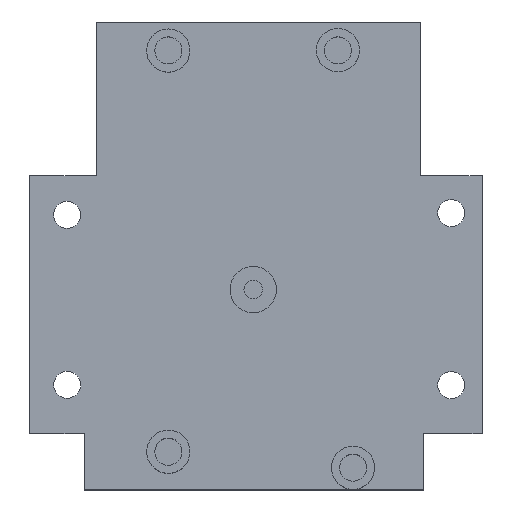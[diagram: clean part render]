
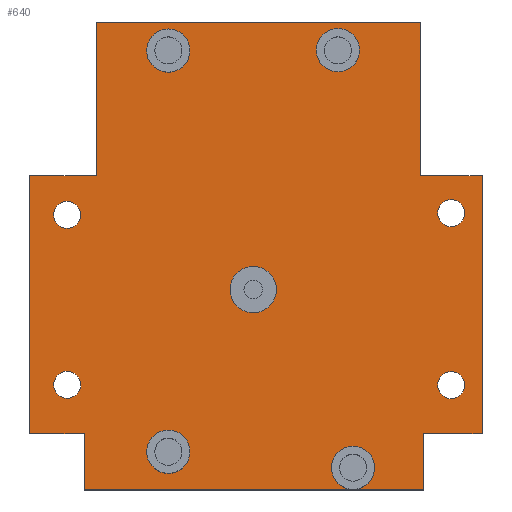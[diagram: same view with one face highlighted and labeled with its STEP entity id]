
A CAD part, top view. The second image highlights one B-rep face of the part: STEP entity #640.
In plain terms, the highlighted planar face has unit normal (0, 0, 1).
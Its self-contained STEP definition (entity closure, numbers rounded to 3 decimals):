
#20=FACE_BOUND('',#143,.T.);
#21=FACE_BOUND('',#144,.T.);
#22=FACE_BOUND('',#145,.T.);
#23=FACE_BOUND('',#146,.T.);
#24=FACE_BOUND('',#147,.T.);
#25=FACE_BOUND('',#148,.T.);
#26=FACE_BOUND('',#149,.T.);
#27=FACE_BOUND('',#150,.T.);
#28=FACE_BOUND('',#151,.T.);
#57=PLANE('',#724);
#97=FACE_OUTER_BOUND('',#142,.T.);
#142=EDGE_LOOP('',(#549,#550,#551,#552,#553,#554,#555,#556,#557,#558,#559,
#560));
#143=EDGE_LOOP('',(#561));
#144=EDGE_LOOP('',(#562));
#145=EDGE_LOOP('',(#563));
#146=EDGE_LOOP('',(#564));
#147=EDGE_LOOP('',(#565));
#148=EDGE_LOOP('',(#566));
#149=EDGE_LOOP('',(#567));
#150=EDGE_LOOP('',(#568));
#151=EDGE_LOOP('',(#569));
#175=LINE('',#1028,#226);
#178=LINE('',#1034,#229);
#181=LINE('',#1040,#232);
#184=LINE('',#1046,#235);
#187=LINE('',#1052,#238);
#190=LINE('',#1058,#241);
#193=LINE('',#1064,#244);
#196=LINE('',#1070,#247);
#199=LINE('',#1076,#250);
#202=LINE('',#1082,#253);
#205=LINE('',#1088,#256);
#208=LINE('',#1092,#259);
#226=VECTOR('',#859,10.);
#229=VECTOR('',#864,10.);
#232=VECTOR('',#869,10.);
#235=VECTOR('',#874,10.);
#238=VECTOR('',#879,10.);
#241=VECTOR('',#884,10.);
#244=VECTOR('',#889,10.);
#247=VECTOR('',#894,10.);
#250=VECTOR('',#899,10.);
#253=VECTOR('',#904,10.);
#256=VECTOR('',#909,10.);
#259=VECTOR('',#914,10.);
#265=CIRCLE('',#666,3.);
#275=CIRCLE('',#686,2.8);
#277=CIRCLE('',#690,2.8);
#279=CIRCLE('',#694,2.8);
#281=CIRCLE('',#698,2.8);
#282=CIRCLE('',#701,1.75);
#284=CIRCLE('',#704,1.75);
#286=CIRCLE('',#707,1.75);
#288=CIRCLE('',#710,1.75);
#295=VERTEX_POINT('',#937);
#305=VERTEX_POINT('',#972);
#307=VERTEX_POINT('',#979);
#309=VERTEX_POINT('',#986);
#311=VERTEX_POINT('',#993);
#312=VERTEX_POINT('',#998);
#314=VERTEX_POINT('',#1004);
#316=VERTEX_POINT('',#1010);
#318=VERTEX_POINT('',#1016);
#322=VERTEX_POINT('',#1025);
#323=VERTEX_POINT('',#1027);
#325=VERTEX_POINT('',#1033);
#327=VERTEX_POINT('',#1039);
#329=VERTEX_POINT('',#1045);
#331=VERTEX_POINT('',#1051);
#333=VERTEX_POINT('',#1057);
#335=VERTEX_POINT('',#1063);
#337=VERTEX_POINT('',#1069);
#339=VERTEX_POINT('',#1075);
#341=VERTEX_POINT('',#1081);
#343=VERTEX_POINT('',#1087);
#352=EDGE_CURVE('',#295,#295,#265,.T.);
#367=EDGE_CURVE('',#305,#305,#275,.T.);
#370=EDGE_CURVE('',#307,#307,#277,.T.);
#373=EDGE_CURVE('',#309,#309,#279,.T.);
#376=EDGE_CURVE('',#311,#311,#281,.T.);
#377=EDGE_CURVE('',#312,#312,#282,.T.);
#380=EDGE_CURVE('',#314,#314,#284,.T.);
#383=EDGE_CURVE('',#316,#316,#286,.T.);
#386=EDGE_CURVE('',#318,#318,#288,.T.);
#391=EDGE_CURVE('',#323,#322,#175,.T.);
#394=EDGE_CURVE('',#325,#323,#178,.T.);
#397=EDGE_CURVE('',#327,#325,#181,.T.);
#400=EDGE_CURVE('',#329,#327,#184,.T.);
#403=EDGE_CURVE('',#331,#329,#187,.T.);
#406=EDGE_CURVE('',#333,#331,#190,.T.);
#409=EDGE_CURVE('',#335,#333,#193,.T.);
#412=EDGE_CURVE('',#337,#335,#196,.T.);
#415=EDGE_CURVE('',#339,#337,#199,.T.);
#418=EDGE_CURVE('',#341,#339,#202,.T.);
#421=EDGE_CURVE('',#343,#341,#205,.T.);
#424=EDGE_CURVE('',#322,#343,#208,.T.);
#549=ORIENTED_EDGE('',*,*,#424,.T.);
#550=ORIENTED_EDGE('',*,*,#421,.T.);
#551=ORIENTED_EDGE('',*,*,#418,.T.);
#552=ORIENTED_EDGE('',*,*,#415,.T.);
#553=ORIENTED_EDGE('',*,*,#412,.T.);
#554=ORIENTED_EDGE('',*,*,#409,.T.);
#555=ORIENTED_EDGE('',*,*,#406,.T.);
#556=ORIENTED_EDGE('',*,*,#403,.T.);
#557=ORIENTED_EDGE('',*,*,#400,.T.);
#558=ORIENTED_EDGE('',*,*,#397,.T.);
#559=ORIENTED_EDGE('',*,*,#394,.T.);
#560=ORIENTED_EDGE('',*,*,#391,.T.);
#561=ORIENTED_EDGE('',*,*,#352,.T.);
#562=ORIENTED_EDGE('',*,*,#367,.T.);
#563=ORIENTED_EDGE('',*,*,#370,.T.);
#564=ORIENTED_EDGE('',*,*,#373,.T.);
#565=ORIENTED_EDGE('',*,*,#376,.T.);
#566=ORIENTED_EDGE('',*,*,#377,.T.);
#567=ORIENTED_EDGE('',*,*,#380,.T.);
#568=ORIENTED_EDGE('',*,*,#383,.T.);
#569=ORIENTED_EDGE('',*,*,#386,.T.);
#640=ADVANCED_FACE('',(#97,#20,#21,#22,#23,#24,#25,#26,#27,#28),#57,.T.);
#666=AXIS2_PLACEMENT_3D('',#939,#751,#752);
#686=AXIS2_PLACEMENT_3D('',#974,#796,#797);
#690=AXIS2_PLACEMENT_3D('',#981,#805,#806);
#694=AXIS2_PLACEMENT_3D('',#988,#814,#815);
#698=AXIS2_PLACEMENT_3D('',#995,#823,#824);
#701=AXIS2_PLACEMENT_3D('',#999,#829,#830);
#704=AXIS2_PLACEMENT_3D('',#1005,#836,#837);
#707=AXIS2_PLACEMENT_3D('',#1011,#843,#844);
#710=AXIS2_PLACEMENT_3D('',#1017,#850,#851);
#724=AXIS2_PLACEMENT_3D('',#1093,#915,#916);
#751=DIRECTION('center_axis',(0.,0.,-1.));
#752=DIRECTION('ref_axis',(-1.,0.,0.));
#796=DIRECTION('center_axis',(0.,0.,-1.));
#797=DIRECTION('ref_axis',(-1.,0.,0.));
#805=DIRECTION('center_axis',(0.,0.,-1.));
#806=DIRECTION('ref_axis',(-1.,0.,0.));
#814=DIRECTION('center_axis',(0.,0.,-1.));
#815=DIRECTION('ref_axis',(-1.,0.,0.));
#823=DIRECTION('center_axis',(0.,0.,-1.));
#824=DIRECTION('ref_axis',(-1.,0.,0.));
#829=DIRECTION('center_axis',(0.,0.,-1.));
#830=DIRECTION('ref_axis',(-1.,0.,0.));
#836=DIRECTION('center_axis',(0.,0.,-1.));
#837=DIRECTION('ref_axis',(-1.,0.,0.));
#843=DIRECTION('center_axis',(0.,0.,-1.));
#844=DIRECTION('ref_axis',(-1.,0.,0.));
#850=DIRECTION('center_axis',(0.,0.,-1.));
#851=DIRECTION('ref_axis',(-1.,0.,0.));
#859=DIRECTION('',(0.,1.,0.));
#864=DIRECTION('',(1.,0.,0.));
#869=DIRECTION('',(0.,-1.,0.));
#874=DIRECTION('',(1.,0.,0.));
#879=DIRECTION('',(0.,-1.,0.));
#884=DIRECTION('',(-1.,0.,0.));
#889=DIRECTION('',(0.,-1.,0.));
#894=DIRECTION('',(-1.,0.,0.));
#899=DIRECTION('',(0.,1.,0.));
#904=DIRECTION('',(-1.,0.,0.));
#909=DIRECTION('',(0.,1.,0.));
#914=DIRECTION('',(1.,0.,0.));
#915=DIRECTION('center_axis',(0.,0.,1.));
#916=DIRECTION('ref_axis',(1.,0.,0.));
#937=CARTESIAN_POINT('',(-2.658,-26.354,33.));
#939=CARTESIAN_POINT('Origin',(-5.658,-26.354,33.));
#972=CARTESIAN_POINT('',(10.072,-49.428,33.));
#974=CARTESIAN_POINT('Origin',(7.272,-49.428,33.));
#979=CARTESIAN_POINT('',(-13.853,4.61,33.));
#981=CARTESIAN_POINT('Origin',(-16.653,4.61,33.));
#986=CARTESIAN_POINT('',(-13.853,-47.351,33.));
#988=CARTESIAN_POINT('Origin',(-16.653,-47.351,33.));
#993=CARTESIAN_POINT('',(8.114,4.663,33.));
#995=CARTESIAN_POINT('Origin',(5.314,4.663,33.));
#998=CARTESIAN_POINT('',(-28.004,-16.66,33.));
#999=CARTESIAN_POINT('Origin',(-29.754,-16.66,33.));
#1004=CARTESIAN_POINT('',(21.75,-16.443,33.));
#1005=CARTESIAN_POINT('Origin',(20.,-16.443,33.));
#1010=CARTESIAN_POINT('',(-27.998,-38.672,33.));
#1011=CARTESIAN_POINT('Origin',(-29.748,-38.672,33.));
#1016=CARTESIAN_POINT('',(21.75,-38.726,33.));
#1017=CARTESIAN_POINT('Origin',(20.,-38.726,33.));
#1025=CARTESIAN_POINT('',(16.36,-45.,33.));
#1027=CARTESIAN_POINT('',(16.36,-52.301,33.));
#1028=CARTESIAN_POINT('',(16.36,-52.301,33.));
#1033=CARTESIAN_POINT('',(-27.562,-52.301,33.));
#1034=CARTESIAN_POINT('',(-27.562,-52.301,33.));
#1039=CARTESIAN_POINT('',(-27.562,-45.,33.));
#1040=CARTESIAN_POINT('',(-27.562,-45.,33.));
#1045=CARTESIAN_POINT('',(-34.589,-45.,33.));
#1046=CARTESIAN_POINT('',(-34.589,-45.,33.));
#1051=CARTESIAN_POINT('',(-34.589,-11.593,33.));
#1052=CARTESIAN_POINT('',(-34.589,-11.593,33.));
#1057=CARTESIAN_POINT('',(-26.,-11.593,33.));
#1058=CARTESIAN_POINT('',(-26.,-11.593,33.));
#1063=CARTESIAN_POINT('',(-26.,8.316,33.));
#1064=CARTESIAN_POINT('',(-26.,8.316,33.));
#1069=CARTESIAN_POINT('',(16.,8.316,33.));
#1070=CARTESIAN_POINT('',(16.,8.316,33.));
#1075=CARTESIAN_POINT('',(16.,-11.593,33.));
#1076=CARTESIAN_POINT('',(16.,-11.593,33.));
#1081=CARTESIAN_POINT('',(24.,-11.593,33.));
#1082=CARTESIAN_POINT('',(24.,-11.593,33.));
#1087=CARTESIAN_POINT('',(24.,-45.,33.));
#1088=CARTESIAN_POINT('',(24.,-45.,33.));
#1092=CARTESIAN_POINT('',(16.36,-45.,33.));
#1093=CARTESIAN_POINT('Origin',(-5.294,-21.992,33.));
